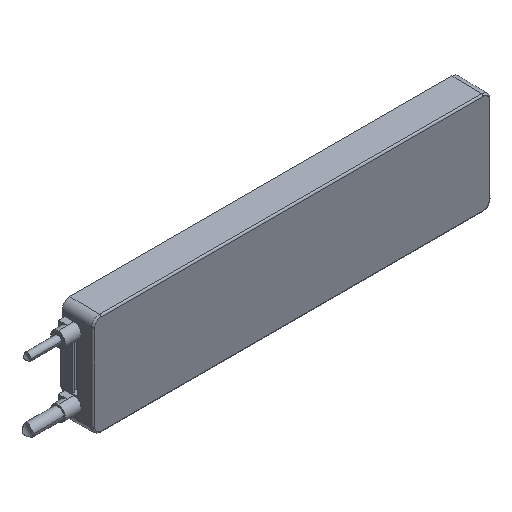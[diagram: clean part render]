
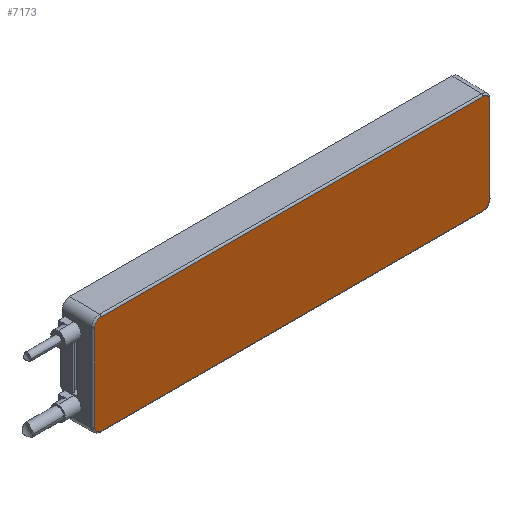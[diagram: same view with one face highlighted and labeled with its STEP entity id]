
A CAD part, isometric view. The second image highlights one B-rep face of the part: STEP entity #7173.
In plain terms, the highlighted planar face has unit normal (0, -1, 0).
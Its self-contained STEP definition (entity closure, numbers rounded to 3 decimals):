
#1835=CARTESIAN_POINT('',(230.166,-7.85,-31.668));
#1836=CARTESIAN_POINT('',(230.377,-7.85,
-31.668));
#1837=CARTESIAN_POINT('',(230.793,-7.85,
-31.635));
#1838=CARTESIAN_POINT('',(231.407,-7.85,
-31.488));
#1839=CARTESIAN_POINT('',(231.989,-7.85,-31.247));
#1840=CARTESIAN_POINT('',(232.527,-7.85,-30.918));
#1841=CARTESIAN_POINT('',(233.007,-7.85,-30.508));
#1842=CARTESIAN_POINT('',(233.416,-7.85,-30.028));
#1843=CARTESIAN_POINT('',(233.745,-7.85,
-29.491));
#1844=CARTESIAN_POINT('',(233.987,-7.85,
-28.908));
#1845=CARTESIAN_POINT('',(234.134,-7.85,
-28.294));
#1846=CARTESIAN_POINT('',(234.166,-7.85,
-27.878));
#1847=CARTESIAN_POINT('',(234.166,-7.85,-27.668));
#1849=DIRECTION('',(1.,0.,0.));
#1850=VECTOR('',#1849,245.);
#1851=CARTESIAN_POINT('',(-14.834,-7.85,-31.668));
#1852=LINE('',#1851,#1850);
#1853=CARTESIAN_POINT('',(-18.834,-7.85,-27.668));
#1854=CARTESIAN_POINT('',(-18.834,-7.85,
-27.878));
#1855=CARTESIAN_POINT('',(-18.801,-7.85,
-28.294));
#1856=CARTESIAN_POINT('',(-18.654,-7.85,
-28.909));
#1857=CARTESIAN_POINT('',(-18.412,-7.85,-29.491));
#1858=CARTESIAN_POINT('',(-18.083,-7.85,-30.029));
#1859=CARTESIAN_POINT('',(-17.673,-7.85,-30.508));
#1860=CARTESIAN_POINT('',(-17.194,-7.85,-30.918));
#1861=CARTESIAN_POINT('',(-16.656,-7.85,
-31.247));
#1862=CARTESIAN_POINT('',(-16.074,-7.85,
-31.488));
#1863=CARTESIAN_POINT('',(-15.46,-7.85,
-31.635));
#1864=CARTESIAN_POINT('',(-15.044,-7.85,
-31.668));
#1865=CARTESIAN_POINT('',(-14.834,-7.85,-31.668));
#1867=CARTESIAN_POINT('',(-14.834,-7.85,31.668));
#1868=CARTESIAN_POINT('',(-15.044,-7.85,
31.668));
#1869=CARTESIAN_POINT('',(-15.46,-7.85,
31.635));
#1870=CARTESIAN_POINT('',(-16.074,-7.85,
31.488));
#1871=CARTESIAN_POINT('',(-16.657,-7.85,31.247));
#1872=CARTESIAN_POINT('',(-17.194,-7.85,30.918));
#1873=CARTESIAN_POINT('',(-17.674,-7.85,30.508));
#1874=CARTESIAN_POINT('',(-18.083,-7.85,30.028));
#1875=CARTESIAN_POINT('',(-18.413,-7.85,
29.491));
#1876=CARTESIAN_POINT('',(-18.654,-7.85,
28.908));
#1877=CARTESIAN_POINT('',(-18.801,-7.85,
28.294));
#1878=CARTESIAN_POINT('',(-18.834,-7.85,
27.878));
#1879=CARTESIAN_POINT('',(-18.834,-7.85,27.668));
#1881=DIRECTION('',(-1.,0.,0.));
#1882=VECTOR('',#1881,245.);
#1883=CARTESIAN_POINT('',(230.166,-7.85,31.668));
#1884=LINE('',#1883,#1882);
#1885=CARTESIAN_POINT('',(234.166,-7.85,27.668));
#1886=CARTESIAN_POINT('',(234.166,-7.85,27.878));
#1887=CARTESIAN_POINT('',(234.134,-7.85,28.294));
#1888=CARTESIAN_POINT('',(233.987,-7.85,28.909));
#1889=CARTESIAN_POINT('',(233.745,-7.85,29.491));
#1890=CARTESIAN_POINT('',(233.416,-7.85,30.029));
#1891=CARTESIAN_POINT('',(233.006,-7.85,30.508));
#1892=CARTESIAN_POINT('',(232.527,-7.85,30.918));
#1893=CARTESIAN_POINT('',(231.989,-7.85,31.247));
#1894=CARTESIAN_POINT('',(231.407,-7.85,31.488));
#1895=CARTESIAN_POINT('',(230.793,-7.85,31.635));
#1896=CARTESIAN_POINT('',(230.377,-7.85,31.668));
#1897=CARTESIAN_POINT('',(230.166,-7.85,31.668));
#1899=DIRECTION('',(0.,0.,1.));
#1900=VECTOR('',#1899,55.335);
#1901=CARTESIAN_POINT('',(234.166,-7.85,-27.668));
#1902=LINE('',#1901,#1900);
#2227=DIRECTION('',(0.,0.,-1.));
#2228=VECTOR('',#2227,55.335);
#2229=CARTESIAN_POINT('',(-18.834,-7.85,27.668));
#2230=LINE('',#2229,#2228);
#3735=VERTEX_POINT('',#1835);
#3736=VERTEX_POINT('',#1847);
#3737=CARTESIAN_POINT('',(234.166,-7.85,27.668));
#3738=VERTEX_POINT('',#3737);
#3739=VERTEX_POINT('',#1897);
#3740=CARTESIAN_POINT('',(-14.834,-7.85,31.668));
#3741=VERTEX_POINT('',#3740);
#3746=VERTEX_POINT('',#1879);
#3747=VERTEX_POINT('',#1853);
#3748=VERTEX_POINT('',#1865);
#7153=CARTESIAN_POINT('',(107.666,-7.85,0.));
#7154=DIRECTION('',(0.,1.,0.));
#7155=DIRECTION('',(-1.,0.,0.));
#7156=AXIS2_PLACEMENT_3D('',#7153,#7154,#7155);
#7157=PLANE('',#7156);
#7159=ORIENTED_EDGE('',*,*,#7158,.F.);
#7160=ORIENTED_EDGE('',*,*,#7137,.F.);
#7161=ORIENTED_EDGE('',*,*,#7038,.F.);
#7163=ORIENTED_EDGE('',*,*,#7162,.F.);
#7164=ORIENTED_EDGE('',*,*,#6935,.F.);
#7166=ORIENTED_EDGE('',*,*,#7165,.F.);
#7168=ORIENTED_EDGE('',*,*,#7167,.F.);
#7170=ORIENTED_EDGE('',*,*,#7169,.F.);
#7171=EDGE_LOOP('',(#7159,#7160,#7161,#7163,#7164,#7166,#7168,#7170));
#7172=FACE_OUTER_BOUND('',#7171,.F.);
#7173=ADVANCED_FACE('',(#7172),#7157,.F.);
#1848=B_SPLINE_CURVE_WITH_KNOTS('',3,(#1835,#1836,#1837,#1838,#1839,#1840,#1841,
#1842,#1843,#1844,#1845,#1846,#1847),.UNSPECIFIED.,.F.,.F.,(4,1,1,1,1,1,1,1,1,1,
4),(0.,0.1,0.2,0.3,0.4,0.5,0.6,0.7,0.8,0.9,1.),
.UNSPECIFIED.);
#1866=B_SPLINE_CURVE_WITH_KNOTS('',3,(#1853,#1854,#1855,#1856,#1857,#1858,#1859,
#1860,#1861,#1862,#1863,#1864,#1865),.UNSPECIFIED.,.F.,.F.,(4,1,1,1,1,1,1,1,1,1,
4),(0.,0.1,0.2,0.3,0.4,0.5,0.6,0.7,0.8,0.9,1.),
.UNSPECIFIED.);
#1880=B_SPLINE_CURVE_WITH_KNOTS('',3,(#1867,#1868,#1869,#1870,#1871,#1872,#1873,
#1874,#1875,#1876,#1877,#1878,#1879),.UNSPECIFIED.,.F.,.F.,(4,1,1,1,1,1,1,1,1,1,
4),(0.,0.1,0.2,0.3,0.4,0.5,0.6,0.7,0.8,0.9,1.),
.UNSPECIFIED.);
#1898=B_SPLINE_CURVE_WITH_KNOTS('',3,(#1885,#1886,#1887,#1888,#1889,#1890,#1891,
#1892,#1893,#1894,#1895,#1896,#1897),.UNSPECIFIED.,.F.,.F.,(4,1,1,1,1,1,1,1,1,1,
4),(0.,0.1,0.2,0.3,0.4,0.5,0.6,0.7,0.8,0.9,1.),
.UNSPECIFIED.);
#6935=EDGE_CURVE('',#3741,#3746,#1880,.T.);
#7038=EDGE_CURVE('',#3747,#3748,#1866,.T.);
#7137=EDGE_CURVE('',#3748,#3735,#1852,.T.);
#7158=EDGE_CURVE('',#3735,#3736,#1848,.T.);
#7162=EDGE_CURVE('',#3746,#3747,#2230,.T.);
#7165=EDGE_CURVE('',#3739,#3741,#1884,.T.);
#7167=EDGE_CURVE('',#3738,#3739,#1898,.T.);
#7169=EDGE_CURVE('',#3736,#3738,#1902,.T.);
